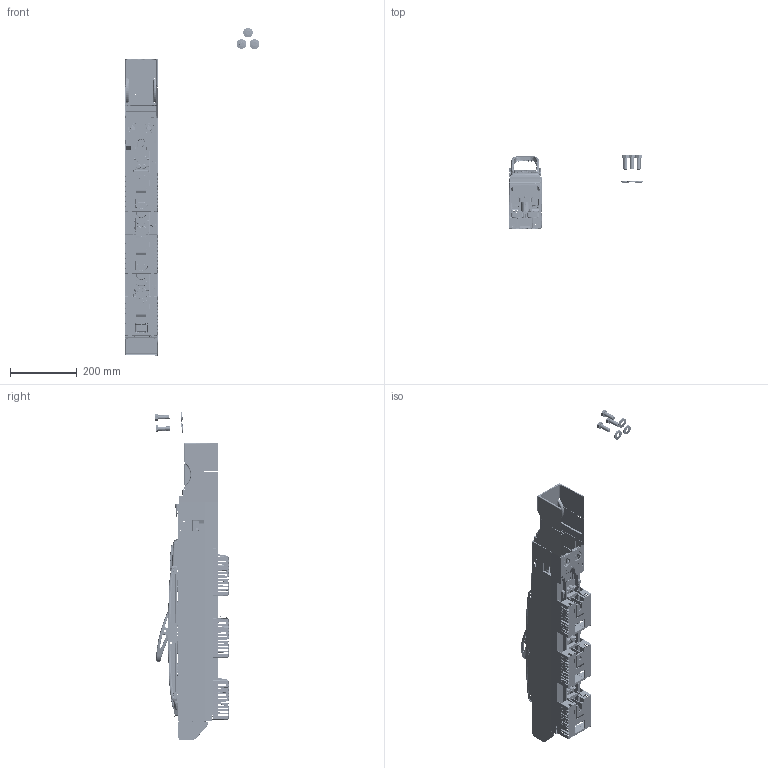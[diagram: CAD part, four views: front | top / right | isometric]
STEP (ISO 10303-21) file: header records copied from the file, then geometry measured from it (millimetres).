
FILE_DESCRIPTION((''),'2;1');
FILE_NAME('ZHBM3-3P-M12-LH-CS_SIMPLE_2','2021-08-03T14:04:42',('FIKASAV3'),(''),'CREO PARAMETRIC BY PTC INC, 2020184','CREO PARAMETRIC BY PTC INC, 2020184','');
FILE_SCHEMA(('AUTOMOTIVE_DESIGN { 1 0 10303 214 1 1 1 1 }'));
Products named in the file (1): ZHBM3-3P-M12-LH-CS_SIMPLE_2
Bounding box: 403 x 220.41 x 982.07 mm (x, y, z)
Volume: 4504061.3 mm3; surface area: 1476385.8 mm2
Topology: 1 solids, 1194 shells, 5077 faces, 43382 edges, 38844 vertices
Faces by surface type: plane 3027, cylinder 1226, bspline 340, torus 235, cone 190, extrusion 32, sphere 27
Entity records: 848569 total; most frequent: CARTESIAN_POINT 553354, ORIENTED_EDGE 49418, EDGE_CURVE 43362, DIRECTION 39486, VERTEX_POINT 38855, VECTOR 23441, LINE 23409, B_SPLINE_CURVE_WITH_KNOTS 16679
